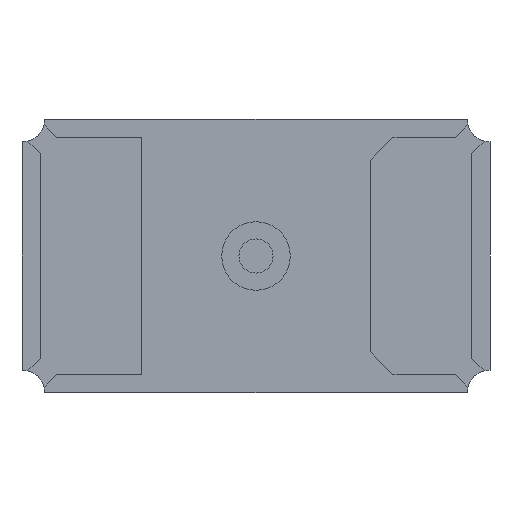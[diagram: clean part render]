
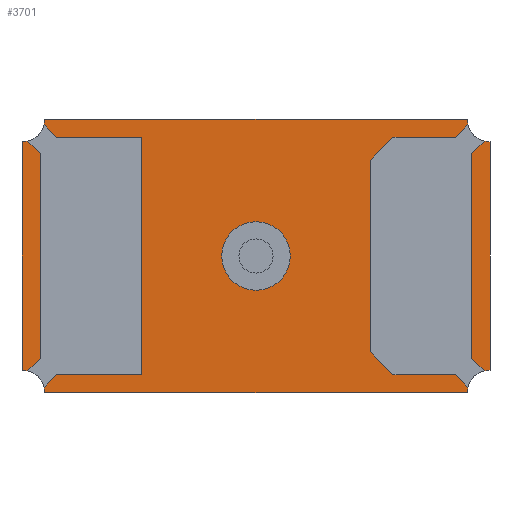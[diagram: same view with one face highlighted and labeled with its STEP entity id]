
A CAD part, front view. The second image highlights one B-rep face of the part: STEP entity #3701.
In plain terms, the highlighted planar face has unit normal (0, -1, 0).
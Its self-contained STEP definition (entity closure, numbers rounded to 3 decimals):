
#75 = EDGE_CURVE ( 'NONE', #1757, #2277, #997, .T. ) ;
#152 = DIRECTION ( 'NONE',  ( 0., 1., 0. ) ) ;
#180 = VECTOR ( 'NONE', #454, 1000. ) ;
#272 = ORIENTED_EDGE ( 'NONE', *, *, #1902, .F. ) ;
#286 = VECTOR ( 'NONE', #1241, 1000. ) ;
#289 = LINE ( 'NONE', #1790, #2574 ) ;
#306 = DIRECTION ( 'NONE',  ( 0., 0., 1. ) ) ;
#383 = AXIS2_PLACEMENT_3D ( 'NONE', #1345, #2893, #4488 ) ;
#454 = DIRECTION ( 'NONE',  ( 1., 0., 0. ) ) ;
#487 = CARTESIAN_POINT ( 'NONE',  ( 0.925, 0., -0.6 ) ) ;
#597 = ORIENTED_EDGE ( 'NONE', *, *, #4926, .T. ) ;
#603 = AXIS2_PLACEMENT_3D ( 'NONE', #2824, #4410, #902 ) ;
#622 = EDGE_LOOP ( 'NONE', ( #4561, #4170, #2456, #597, #2386, #1565, #272, #5005 ) ) ;
#630 = DIRECTION ( 'NONE',  ( 0., -1., 0. ) ) ;
#658 = EDGE_CURVE ( 'NONE', #2191, #4696, #1389, .T. ) ;
#887 = DIRECTION ( 'NONE',  ( 0., -1., 0. ) ) ;
#901 = CARTESIAN_POINT ( 'NONE',  ( 1.025, 0., 0.6 ) ) ;
#902 = DIRECTION ( 'NONE',  ( 0., 0., 1. ) ) ;
#916 = CIRCLE ( 'NONE', #1561, 0.1 ) ;
#993 = CIRCLE ( 'NONE', #3347, 0.1 ) ;
#996 = EDGE_CURVE ( 'NONE', #3236, #4706, #993, .T. ) ;
#997 = LINE ( 'NONE', #2525, #4232 ) ;
#1211 = EDGE_LOOP ( 'NONE', ( #3985, #4384 ) ) ;
#1226 = FACE_BOUND ( 'NONE', #1211, .T. ) ;
#1241 = DIRECTION ( 'NONE',  ( 0., 0., -1. ) ) ;
#1290 = EDGE_CURVE ( 'NONE', #4696, #2191, #4114, .T. ) ;
#1345 = CARTESIAN_POINT ( 'NONE',  ( 1.025, 0., -0.6 ) ) ;
#1372 = CARTESIAN_POINT ( 'NONE',  ( -1.025, 0., -0.5 ) ) ;
#1389 = CIRCLE ( 'NONE', #4265, 0.15 ) ;
#1490 = CARTESIAN_POINT ( 'NONE',  ( 1.025, 0., 0.5 ) ) ;
#1561 = AXIS2_PLACEMENT_3D ( 'NONE', #2187, #3759, #306 ) ;
#1565 = ORIENTED_EDGE ( 'NONE', *, *, #996, .T. ) ;
#1653 = DIRECTION ( 'NONE',  ( 0., 0., 1. ) ) ;
#1757 = VERTEX_POINT ( 'NONE', #1372 ) ;
#1773 = VERTEX_POINT ( 'NONE', #2912 ) ;
#1790 = CARTESIAN_POINT ( 'NONE',  ( -1.025, 0., -0.6 ) ) ;
#1803 = CARTESIAN_POINT ( 'NONE',  ( 0., 0., -0.15 ) ) ;
#1902 = EDGE_CURVE ( 'NONE', #1773, #4706, #2342, .T. ) ;
#1907 = AXIS2_PLACEMENT_3D ( 'NONE', #4106, #630, #2149 ) ;
#2124 = VERTEX_POINT ( 'NONE', #3629 ) ;
#2149 = DIRECTION ( 'NONE',  ( 0., 0., -1. ) ) ;
#2187 = CARTESIAN_POINT ( 'NONE',  ( -1.025, 0., 0.6 ) ) ;
#2191 = VERTEX_POINT ( 'NONE', #4532 ) ;
#2229 = EDGE_CURVE ( 'NONE', #2685, #3687, #289, .T. ) ;
#2277 = VERTEX_POINT ( 'NONE', #2311 ) ;
#2311 = CARTESIAN_POINT ( 'NONE',  ( -1.025, 0., 0.5 ) ) ;
#2342 = LINE ( 'NONE', #3908, #180 ) ;
#2386 = ORIENTED_EDGE ( 'NONE', *, *, #3101, .F. ) ;
#2420 = DIRECTION ( 'NONE',  ( 0., 0., -1. ) ) ;
#2439 = DIRECTION ( 'NONE',  ( 0., 1., 0. ) ) ;
#2456 = ORIENTED_EDGE ( 'NONE', *, *, #2229, .F. ) ;
#2520 = CIRCLE ( 'NONE', #383, 0.1 ) ;
#2525 = CARTESIAN_POINT ( 'NONE',  ( -1.025, 0., -0.6 ) ) ;
#2574 = VECTOR ( 'NONE', #3359, 1000. ) ;
#2685 = VERTEX_POINT ( 'NONE', #487 ) ;
#2766 = CIRCLE ( 'NONE', #603, 0.1 ) ;
#2776 = FACE_OUTER_BOUND ( 'NONE', #622, .T. ) ;
#2824 = CARTESIAN_POINT ( 'NONE',  ( -1.025, 0., -0.6 ) ) ;
#2893 = DIRECTION ( 'NONE',  ( 0., 1., 0. ) ) ;
#2912 = CARTESIAN_POINT ( 'NONE',  ( -0.925, 0., 0.6 ) ) ;
#2971 = CARTESIAN_POINT ( 'NONE',  ( 0.925, 0., 0.6 ) ) ;
#3101 = EDGE_CURVE ( 'NONE', #3236, #2124, #3183, .T. ) ;
#3183 = LINE ( 'NONE', #4748, #286 ) ;
#3236 = VERTEX_POINT ( 'NONE', #1490 ) ;
#3347 = AXIS2_PLACEMENT_3D ( 'NONE', #901, #2439, #4011 ) ;
#3359 = DIRECTION ( 'NONE',  ( -1., 0., 0. ) ) ;
#3608 = CARTESIAN_POINT ( 'NONE',  ( -1.025, 0., 0.6 ) ) ;
#3629 = CARTESIAN_POINT ( 'NONE',  ( 1.025, 0., -0.5 ) ) ;
#3687 = VERTEX_POINT ( 'NONE', #3942 ) ;
#3701 = ADVANCED_FACE ( 'NONE', ( #1226, #2776 ), #4366, .F. ) ;
#3704 = EDGE_CURVE ( 'NONE', #1757, #3687, #2766, .T. ) ;
#3759 = DIRECTION ( 'NONE',  ( 0., 1., 0. ) ) ;
#3908 = CARTESIAN_POINT ( 'NONE',  ( -1.025, 0., 0.6 ) ) ;
#3942 = CARTESIAN_POINT ( 'NONE',  ( -0.925, 0., -0.6 ) ) ;
#3985 = ORIENTED_EDGE ( 'NONE', *, *, #1290, .F. ) ;
#4011 = DIRECTION ( 'NONE',  ( 0., 0., 1. ) ) ;
#4083 = EDGE_CURVE ( 'NONE', #1773, #2277, #916, .T. ) ;
#4104 = DIRECTION ( 'NONE',  ( 0., 0., 1. ) ) ;
#4106 = CARTESIAN_POINT ( 'NONE',  ( 0., 0., 0. ) ) ;
#4114 = CIRCLE ( 'NONE', #1907, 0.15 ) ;
#4170 = ORIENTED_EDGE ( 'NONE', *, *, #3704, .T. ) ;
#4232 = VECTOR ( 'NONE', #4104, 1000. ) ;
#4265 = AXIS2_PLACEMENT_3D ( 'NONE', #4394, #887, #2420 ) ;
#4348 = AXIS2_PLACEMENT_3D ( 'NONE', #3608, #152, #1653 ) ;
#4366 = PLANE ( 'NONE',  #4348 ) ;
#4384 = ORIENTED_EDGE ( 'NONE', *, *, #658, .F. ) ;
#4394 = CARTESIAN_POINT ( 'NONE',  ( 0., 0., 0. ) ) ;
#4410 = DIRECTION ( 'NONE',  ( 0., 1., 0. ) ) ;
#4488 = DIRECTION ( 'NONE',  ( 0., 0., 1. ) ) ;
#4532 = CARTESIAN_POINT ( 'NONE',  ( 0., 0., 0.15 ) ) ;
#4561 = ORIENTED_EDGE ( 'NONE', *, *, #75, .F. ) ;
#4696 = VERTEX_POINT ( 'NONE', #1803 ) ;
#4706 = VERTEX_POINT ( 'NONE', #2971 ) ;
#4748 = CARTESIAN_POINT ( 'NONE',  ( 1.025, 0., -0.6 ) ) ;
#4926 = EDGE_CURVE ( 'NONE', #2685, #2124, #2520, .T. ) ;
#5005 = ORIENTED_EDGE ( 'NONE', *, *, #4083, .T. ) ;
